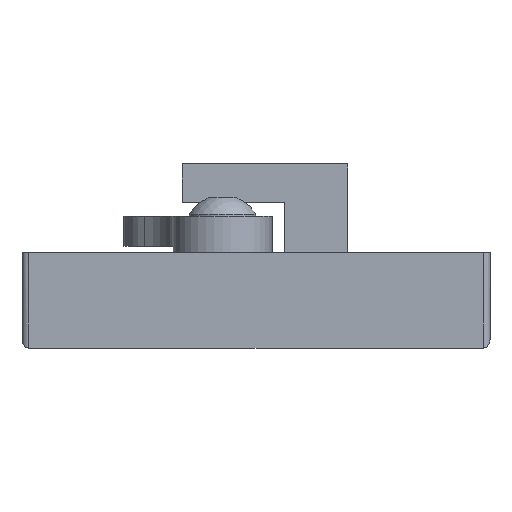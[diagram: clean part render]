
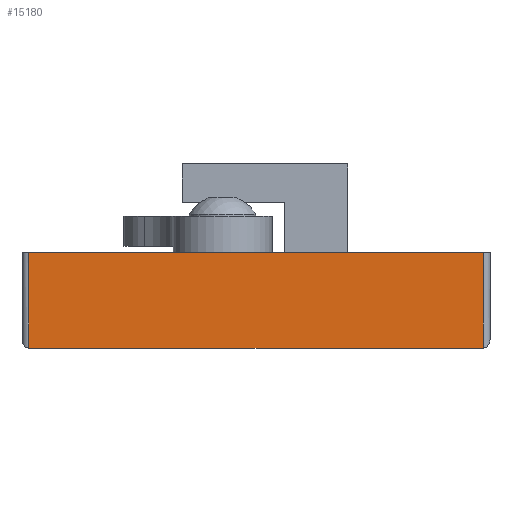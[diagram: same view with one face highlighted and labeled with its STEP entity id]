
A CAD part, left-side view. The second image highlights one B-rep face of the part: STEP entity #15180.
In plain terms, the highlighted planar face has unit normal (-1, 0, 0).
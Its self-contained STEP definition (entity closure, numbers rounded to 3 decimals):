
#445 = ORIENTED_EDGE ( 'NONE', *, *, #16435, .T. ) ;
#1191 = CARTESIAN_POINT ( 'NONE',  ( -17.5, -34., -11.734 ) ) ;
#1448 = LINE ( 'NONE', #4941, #16457 ) ;
#1928 = VECTOR ( 'NONE', #16757, 1000. ) ;
#2555 = FACE_OUTER_BOUND ( 'NONE', #14124, .T. ) ;
#2707 = EDGE_CURVE ( 'NONE', #11173, #6003, #16195, .T. ) ;
#2980 = LINE ( 'NONE', #8117, #9108 ) ;
#4941 = CARTESIAN_POINT ( 'NONE',  ( -17.5, -34., 2.5 ) ) ;
#5779 = LINE ( 'NONE', #15461, #1928 ) ;
#6003 = VERTEX_POINT ( 'NONE', #16091 ) ;
#6215 = VECTOR ( 'NONE', #11734, 1000. ) ;
#6979 = ORIENTED_EDGE ( 'NONE', *, *, #10391, .T. ) ;
#7371 = CARTESIAN_POINT ( 'NONE',  ( -17.5, 34., -11.734 ) ) ;
#7535 = AXIS2_PLACEMENT_3D ( 'NONE', #8466, #8288, #12799 ) ;
#8117 = CARTESIAN_POINT ( 'NONE',  ( -17.5, 34., 2.5 ) ) ;
#8288 = DIRECTION ( 'NONE',  ( 1., 0., 0. ) ) ;
#8466 = CARTESIAN_POINT ( 'NONE',  ( -17.5, 35., 2.5 ) ) ;
#9108 = VECTOR ( 'NONE', #13914, 1000. ) ;
#9755 = CARTESIAN_POINT ( 'NONE',  ( -17.5, 34., 2.5 ) ) ;
#10020 = CARTESIAN_POINT ( 'NONE',  ( -17.5, 35., 2.5 ) ) ;
#10391 = EDGE_CURVE ( 'NONE', #14318, #17882, #5779, .T. ) ;
#11173 = VERTEX_POINT ( 'NONE', #9755 ) ;
#11734 = DIRECTION ( 'NONE',  ( 0., -1., 0. ) ) ;
#12799 = DIRECTION ( 'NONE',  ( 0., 1., 0. ) ) ;
#12861 = ORIENTED_EDGE ( 'NONE', *, *, #2707, .F. ) ;
#13914 = DIRECTION ( 'NONE',  ( 0., 0., -1. ) ) ;
#14124 = EDGE_LOOP ( 'NONE', ( #445, #6979, #14991, #12861 ) ) ;
#14161 = PLANE ( 'NONE',  #7535 ) ;
#14318 = VERTEX_POINT ( 'NONE', #7371 ) ;
#14739 = EDGE_CURVE ( 'NONE', #17882, #6003, #1448, .T. ) ;
#14991 = ORIENTED_EDGE ( 'NONE', *, *, #14739, .T. ) ;
#15180 = ADVANCED_FACE ( 'NONE', ( #2555 ), #14161, .F. ) ;
#15461 = CARTESIAN_POINT ( 'NONE',  ( -17.5, -35., -11.734 ) ) ;
#16091 = CARTESIAN_POINT ( 'NONE',  ( -17.5, -34., 2.5 ) ) ;
#16195 = LINE ( 'NONE', #10020, #6215 ) ;
#16435 = EDGE_CURVE ( 'NONE', #11173, #14318, #2980, .T. ) ;
#16457 = VECTOR ( 'NONE', #18128, 1000. ) ;
#16757 = DIRECTION ( 'NONE',  ( 0., -1., 0. ) ) ;
#17882 = VERTEX_POINT ( 'NONE', #1191 ) ;
#18128 = DIRECTION ( 'NONE',  ( 0., 0., 1. ) ) ;
